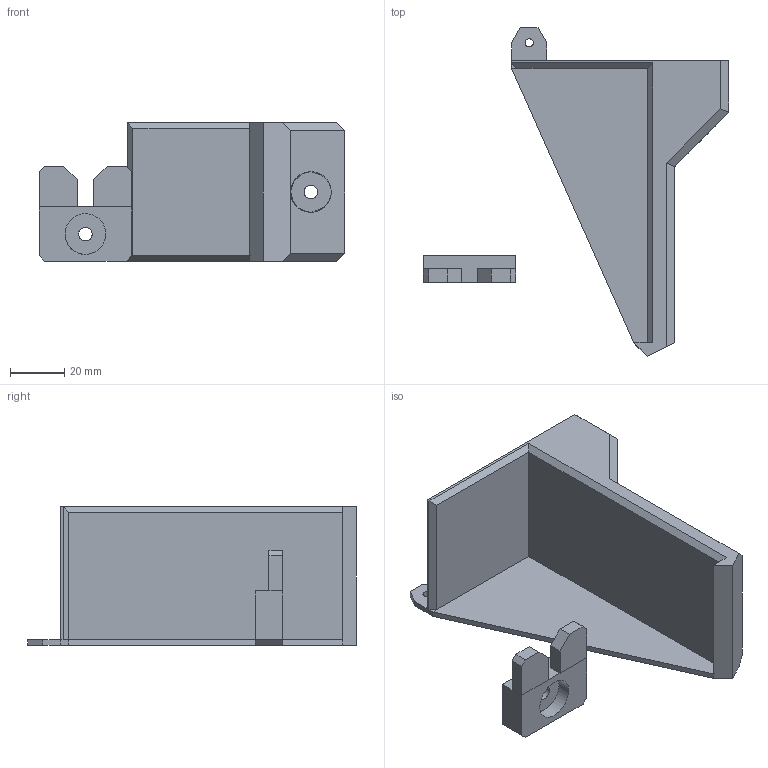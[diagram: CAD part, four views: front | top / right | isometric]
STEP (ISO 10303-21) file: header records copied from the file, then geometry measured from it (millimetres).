
FILE_DESCRIPTION(/* description */ (''),/* implementation_level */ '2;1');
FILE_NAME(/* name */ 'PRUSA_~3',/* time_stamp */ '2020-10-19T12:30:17+01:00',/* author */ (''),/* organization */ (''),/* preprocessor_version */ 'ST-DEVELOPER v15',/* originating_system */ '',/* authorisation */ '');
FILE_SCHEMA (('AUTOMOTIVE_DESIGN'));
Length unit declared in the file: millimetre
Products named in the file (1): Document
Bounding box: 112.52 x 121.13 x 51 mm (x, y, z)
Volume: 101368.2 mm3; surface area: 32213 mm2
Topology: 2 solids, 2 shells, 69 faces, 171 edges, 107 vertices
Faces by surface type: bspline 69
Entity records: 5478 total; most frequent: CARTESIAN_POINT 3210, B_SPLINE_CURVE_WITH_KNOTS 469, ORIENTED_EDGE 342, PCURVE 342, DEFINITIONAL_REPRESENTATION 342, SURFACE_CURVE 171, EDGE_CURVE 171, VERTEX_POINT 107
